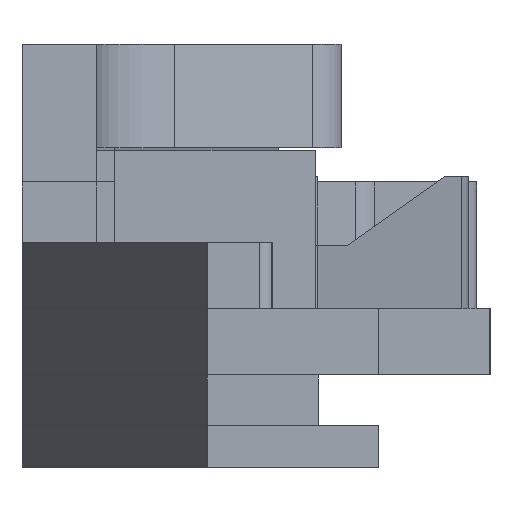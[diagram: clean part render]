
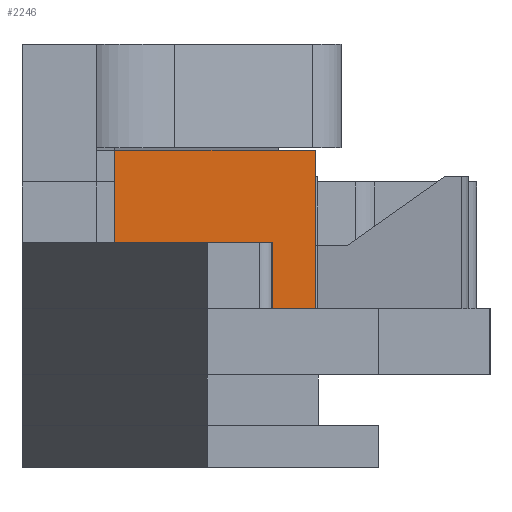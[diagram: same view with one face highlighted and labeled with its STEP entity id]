
A CAD part, left-side view. The second image highlights one B-rep face of the part: STEP entity #2246.
In plain terms, the highlighted planar face has unit normal (-1, 0, 0).
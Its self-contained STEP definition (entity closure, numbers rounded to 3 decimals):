
#2083=CARTESIAN_POINT('',(-57.1,11.5,2.5));
#2084=VERTEX_POINT('',#2083);
#2091=CARTESIAN_POINT('',(-57.1,11.5,8.5));
#2092=VERTEX_POINT('',#2091);
#2093=CARTESIAN_POINT('',(-57.1,11.5,2.5));
#2094=DIRECTION('',(0.0,0.0,1.0));
#2095=VECTOR('',#2094,6.0);
#2096=LINE('',#2093,#2095);
#2097=EDGE_CURVE('',#2084,#2092,#2096,.T.);
#2115=CARTESIAN_POINT('',(-57.1,3.9,2.5));
#2116=VERTEX_POINT('',#2115);
#2123=CARTESIAN_POINT('',(-57.1,3.9,2.5));
#2124=DIRECTION('',(0.0,1.0,0.0));
#2125=VECTOR('',#2124,7.6);
#2126=LINE('',#2123,#2125);
#2127=EDGE_CURVE('',#2116,#2084,#2126,.T.);
#2210=CARTESIAN_POINT('',(-57.1,3.9,8.5));
#2211=VERTEX_POINT('',#2210);
#2218=CARTESIAN_POINT('',(-57.1,3.9,2.5));
#2219=DIRECTION('',(0.0,0.0,1.0));
#2220=VECTOR('',#2219,6.0);
#2221=LINE('',#2218,#2220);
#2222=EDGE_CURVE('',#2116,#2211,#2221,.T.);
#2230=CARTESIAN_POINT('',(-57.1,3.9,2.5));
#2231=DIRECTION('',(-1.0,0.0,0.0));
#2232=DIRECTION('',(0.0,0.0,1.0));
#2233=AXIS2_PLACEMENT_3D('',#2230,#2231,#2232);
#2234=PLANE('',#2233);
#2235=CARTESIAN_POINT('',(-57.1,3.9,8.5));
#2236=DIRECTION('',(0.0,1.0,0.0));
#2237=VECTOR('',#2236,7.6);
#2238=LINE('',#2235,#2237);
#2239=EDGE_CURVE('',#2211,#2092,#2238,.T.);
#2240=ORIENTED_EDGE('',*,*,#2239,.T.);
#2241=ORIENTED_EDGE('',*,*,#2097,.F.);
#2242=ORIENTED_EDGE('',*,*,#2127,.F.);
#2243=ORIENTED_EDGE('',*,*,#2222,.T.);
#2244=EDGE_LOOP('',(#2240,#2241,#2242,#2243));
#2245=FACE_OUTER_BOUND('',#2244,.T.);
#2246=ADVANCED_FACE('',(#2245),#2234,.T.);
